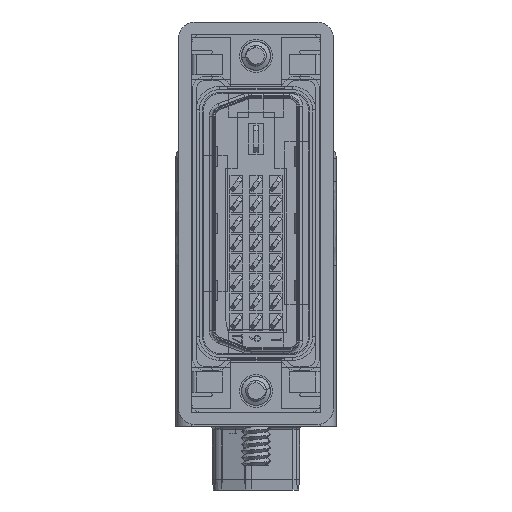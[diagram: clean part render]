
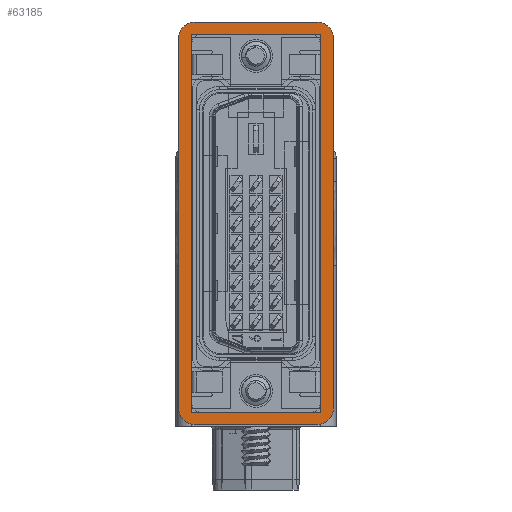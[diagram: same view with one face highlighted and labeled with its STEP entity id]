
A CAD part, left-side view. The second image highlights one B-rep face of the part: STEP entity #63185.
In plain terms, the highlighted face is planar.
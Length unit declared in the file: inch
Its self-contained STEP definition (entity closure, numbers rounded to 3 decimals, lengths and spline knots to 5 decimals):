
#1551 = LINE ( 'NONE', #109886, #1554 ) ;
#1553 = LINE ( 'NONE', #109878, #1560 ) ;
#1554 = VECTOR ( 'NONE', #109889, 39.37008 ) ;
#1557 = LINE ( 'NONE', #109888, #1564 ) ;
#1560 = VECTOR ( 'NONE', #109900, 39.37008 ) ;
#1563 = CIRCLE ( 'NONE', #45720, 0.05906 ) ;
#1564 = VECTOR ( 'NONE', #109909, 39.37008 ) ;
#1565 = LINE ( 'NONE', #109921, #1573 ) ;
#1570 = LINE ( 'NONE', #109942, #1580 ) ;
#1572 = CIRCLE ( 'NONE', #45721, 0.05906 ) ;
#1573 = VECTOR ( 'NONE', #109935, 39.37008 ) ;
#1579 = CIRCLE ( 'NONE', #45722, 0.05906 ) ;
#1580 = VECTOR ( 'NONE', #109956, 39.37008 ) ;
#1584 = LINE ( 'NONE', #109976, #1587 ) ;
#1586 = CIRCLE ( 'NONE', #45723, 0.05906 ) ;
#1587 = VECTOR ( 'NONE', #109979, 39.37008 ) ;
#1657 = LINE ( 'NONE', #110157, #1660 ) ;
#1660 = VECTOR ( 'NONE', #110158, 39.37008 ) ;
#1675 = LINE ( 'NONE', #110186, #1678 ) ;
#1678 = VECTOR ( 'NONE', #110189, 39.37008 ) ;
#27923 = EDGE_CURVE ( 'NONE', #29110, #29099, #1551, .T. ) ;
#27926 = EDGE_CURVE ( 'NONE', #29097, #29116, #1553, .T. ) ;
#27928 = EDGE_CURVE ( 'NONE', #29112, #29108, #1557, .T. ) ;
#27930 = EDGE_CURVE ( 'NONE', #29108, #29114, #1563, .T. ) ;
#27933 = EDGE_CURVE ( 'NONE', #29114, #29125, #1565, .T. ) ;
#27934 = EDGE_CURVE ( 'NONE', #29125, #29121, #1572, .T. ) ;
#27937 = EDGE_CURVE ( 'NONE', #29121, #29131, #1570, .T. ) ;
#27938 = EDGE_CURVE ( 'NONE', #29131, #29134, #1579, .T. ) ;
#27941 = EDGE_CURVE ( 'NONE', #29134, #29129, #1584, .T. ) ;
#27942 = EDGE_CURVE ( 'NONE', #29129, #29112, #1586, .T. ) ;
#27984 = EDGE_CURVE ( 'NONE', #29116, #29110, #1657, .T. ) ;
#27993 = EDGE_CURVE ( 'NONE', #29099, #29097, #1675, .T. ) ;
#29097 = VERTEX_POINT ( 'NONE', #117396 ) ;
#29099 = VERTEX_POINT ( 'NONE', #117398 ) ;
#29108 = VERTEX_POINT ( 'NONE', #117404 ) ;
#29110 = VERTEX_POINT ( 'NONE', #117406 ) ;
#29112 = VERTEX_POINT ( 'NONE', #117408 ) ;
#29114 = VERTEX_POINT ( 'NONE', #117410 ) ;
#29116 = VERTEX_POINT ( 'NONE', #117412 ) ;
#29121 = VERTEX_POINT ( 'NONE', #117416 ) ;
#29125 = VERTEX_POINT ( 'NONE', #117419 ) ;
#29129 = VERTEX_POINT ( 'NONE', #117422 ) ;
#29131 = VERTEX_POINT ( 'NONE', #117424 ) ;
#29134 = VERTEX_POINT ( 'NONE', #117426 ) ;
#45720 = AXIS2_PLACEMENT_3D ( 'NONE', #109923, #109925, #109927 ) ;
#45721 = AXIS2_PLACEMENT_3D ( 'NONE', #109944, #109946, #109948 ) ;
#45722 = AXIS2_PLACEMENT_3D ( 'NONE', #109965, #109967, #109969 ) ;
#45723 = AXIS2_PLACEMENT_3D ( 'NONE', #109985, #109986, #109987 ) ;
#47029 = ORIENTED_EDGE ( 'NONE', *, *, #27941, .T. ) ;
#47031 = ORIENTED_EDGE ( 'NONE', *, *, #27942, .T. ) ;
#47033 = ORIENTED_EDGE ( 'NONE', *, *, #27928, .T. ) ;
#47035 = ORIENTED_EDGE ( 'NONE', *, *, #27930, .T. ) ;
#47037 = ORIENTED_EDGE ( 'NONE', *, *, #27933, .T. ) ;
#47039 = ORIENTED_EDGE ( 'NONE', *, *, #27934, .T. ) ;
#47041 = ORIENTED_EDGE ( 'NONE', *, *, #27937, .T. ) ;
#47043 = ORIENTED_EDGE ( 'NONE', *, *, #27938, .T. ) ;
#47045 = ORIENTED_EDGE ( 'NONE', *, *, #27926, .T. ) ;
#47047 = ORIENTED_EDGE ( 'NONE', *, *, #27984, .T. ) ;
#47049 = ORIENTED_EDGE ( 'NONE', *, *, #27923, .T. ) ;
#47051 = ORIENTED_EDGE ( 'NONE', *, *, #27993, .T. ) ;
#63185 = ADVANCED_FACE ( 'NONE', ( #110061, #110065 ), #86262, .T. ) ;
#75864 = EDGE_LOOP ( 'NONE', ( #47045, #47047, #47049, #47051 ) ) ;
#75936 = EDGE_LOOP ( 'NONE', ( #47029, #47031, #47033, #47035, #47037, #47039, #47041, #47043 ) ) ;
#86255 = DIRECTION ( 'NONE',  ( 0., 0., -1. ) ) ;
#86259 = CARTESIAN_POINT ( 'NONE',  ( 0.76772, -0.29528, 0. ) ) ;
#86262 = PLANE ( 'NONE',  #88229 ) ;
#86266 = DIRECTION ( 'NONE',  ( -1., 0., 0. ) ) ;
#88229 = AXIS2_PLACEMENT_3D ( 'NONE', #86259, #86255, #86266 ) ;
#109878 = CARTESIAN_POINT ( 'NONE',  ( -0.72244, -0.29528, 0. ) ) ;
#109886 = CARTESIAN_POINT ( 'NONE',  ( 0.72244, -0.29528, 0. ) ) ;
#109888 = CARTESIAN_POINT ( 'NONE',  ( 0.76772, 0.29528, 0. ) ) ;
#109889 = DIRECTION ( 'NONE',  ( 0., 1., 0. ) ) ;
#109900 = DIRECTION ( 'NONE',  ( 0., -1., 0. ) ) ;
#109909 = DIRECTION ( 'NONE',  ( 1., 0., 0. ) ) ;
#109921 = CARTESIAN_POINT ( 'NONE',  ( 0.76772, -0.29528, 0. ) ) ;
#109923 = CARTESIAN_POINT ( 'NONE',  ( 0.70866, 0.23622, 0. ) ) ;
#109925 = DIRECTION ( 'NONE',  ( 0., 0., -1. ) ) ;
#109927 = DIRECTION ( 'NONE',  ( -1., 0., 0. ) ) ;
#109935 = DIRECTION ( 'NONE',  ( 0., -1., 0. ) ) ;
#109942 = CARTESIAN_POINT ( 'NONE',  ( 0.76772, -0.29528, 0. ) ) ;
#109944 = CARTESIAN_POINT ( 'NONE',  ( 0.70866, -0.23622, 0. ) ) ;
#109946 = DIRECTION ( 'NONE',  ( 0., 0., -1. ) ) ;
#109948 = DIRECTION ( 'NONE',  ( -1., 0., 0. ) ) ;
#109956 = DIRECTION ( 'NONE',  ( -1., 0., 0. ) ) ;
#109965 = CARTESIAN_POINT ( 'NONE',  ( -0.70866, -0.23622, 0. ) ) ;
#109967 = DIRECTION ( 'NONE',  ( 0., 0., -1. ) ) ;
#109969 = DIRECTION ( 'NONE',  ( -1., 0., 0. ) ) ;
#109976 = CARTESIAN_POINT ( 'NONE',  ( -0.76772, -0.29528, 0. ) ) ;
#109979 = DIRECTION ( 'NONE',  ( 0., 1., 0. ) ) ;
#109985 = CARTESIAN_POINT ( 'NONE',  ( -0.70866, 0.23622, 0. ) ) ;
#109986 = DIRECTION ( 'NONE',  ( 0., 0., -1. ) ) ;
#109987 = DIRECTION ( 'NONE',  ( -1., 0., 0. ) ) ;
#110061 = FACE_OUTER_BOUND ( 'NONE', #75936, .T. ) ;
#110065 = FACE_BOUND ( 'NONE', #75864, .T. ) ;
#110157 = CARTESIAN_POINT ( 'NONE',  ( 0.76772, -0.24803, 0. ) ) ;
#110158 = DIRECTION ( 'NONE',  ( 1., 0., 0. ) ) ;
#110186 = CARTESIAN_POINT ( 'NONE',  ( 0.27559, 0.24803, 0. ) ) ;
#110189 = DIRECTION ( 'NONE',  ( -1., 0., 0. ) ) ;
#117396 = CARTESIAN_POINT ( 'NONE',  ( -0.72244, 0.24803, 0. ) ) ;
#117398 = CARTESIAN_POINT ( 'NONE',  ( 0.72244, 0.24803, 0. ) ) ;
#117404 = CARTESIAN_POINT ( 'NONE',  ( 0.70866, 0.29528, 0. ) ) ;
#117406 = CARTESIAN_POINT ( 'NONE',  ( 0.72244, -0.24803, 0. ) ) ;
#117408 = CARTESIAN_POINT ( 'NONE',  ( -0.70866, 0.29528, 0. ) ) ;
#117410 = CARTESIAN_POINT ( 'NONE',  ( 0.76772, 0.23622, 0. ) ) ;
#117412 = CARTESIAN_POINT ( 'NONE',  ( -0.72244, -0.24803, 0. ) ) ;
#117416 = CARTESIAN_POINT ( 'NONE',  ( 0.70866, -0.29528, 0. ) ) ;
#117419 = CARTESIAN_POINT ( 'NONE',  ( 0.76772, -0.23622, 0. ) ) ;
#117422 = CARTESIAN_POINT ( 'NONE',  ( -0.76772, 0.23622, 0. ) ) ;
#117424 = CARTESIAN_POINT ( 'NONE',  ( -0.70866, -0.29528, 0. ) ) ;
#117426 = CARTESIAN_POINT ( 'NONE',  ( -0.76772, -0.23622, 0. ) ) ;
